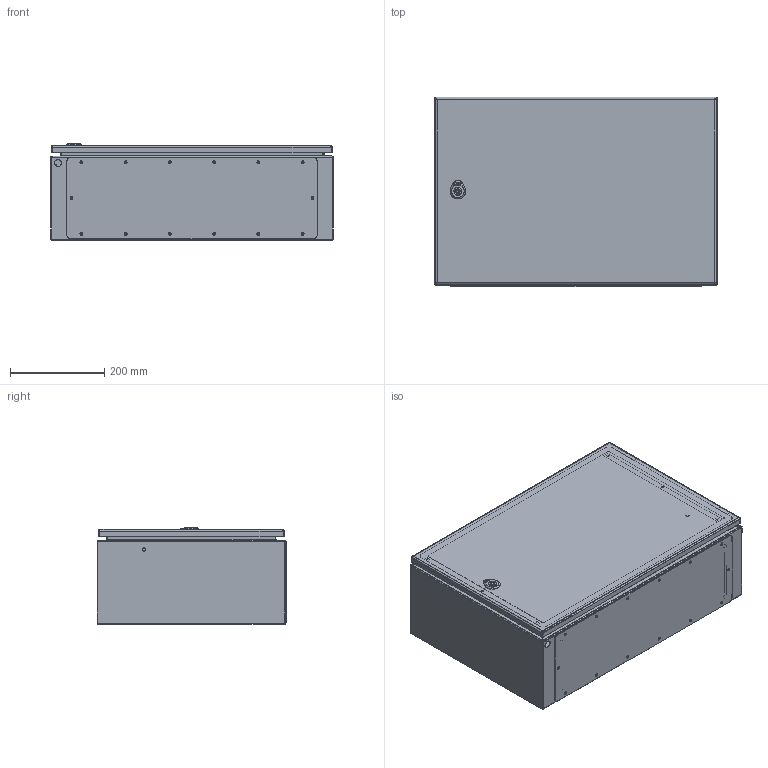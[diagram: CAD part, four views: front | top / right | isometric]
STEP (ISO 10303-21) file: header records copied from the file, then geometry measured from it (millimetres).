
FILE_DESCRIPTION(/* description */ (''),/* implementation_level */ '2;1');
FILE_NAME(/* name */ 'GN406020.stp',/* time_stamp */ '2020-04-22T11:02:56+02:00',/* author */ (''),/* organization */ (''),/* preprocessor_version */ 'ST-DEVELOPER v16.7',/* originating_system */ 'SIEMENS PLM Software NX 12.0',/* authorisation */ '');
FILE_SCHEMA (('AUTOMOTIVE_DESIGN { 1 0 10303 214 3 1 1 1 }'));
Products named in the file (8): CUERPO_406020; TAPA_532X172; 500.P001-02-BISAGRA CUERPO ARGENTA_stp; PUERTA_4060; CIE LI DB5 1P PA_PA 22X35133; ALZADOR PLACAS ARGENTA; PL4060; GN406020_stp
Assembly tree (11 placements, depth 2):
  GN406020_stp
    PL4060
    ALZADOR PLACAS ARGENTA  x4
    CIE LI DB5 1P PA_PA 22X35133
    PUERTA_4060
    500.P001-02-BISAGRA CUERPO ARGENTA_stp  x2
    TAPA_532X172
    CUERPO_406020
Bounding box: 600 x 403 x 205.65 mm (x, y, z)
Volume: 1967432.1 mm3; surface area: 2512306 mm2
Topology: 32 solids, 32 shells, 1058 faces, 2627 edges, 1641 vertices
Faces by surface type: plane 490, cylinder 396, bspline 89, cone 35, torus 29, sphere 19
Full cylindrical faces by diameter (mm): 3 x22, 3.5 x20, 5 x6, 5.2 x8, 6 x14, 7 x7, 9 x12, 10 x1, 12 x4, 14 x1, 15.1 x1, 16.25 x1, 17 x4, 19.3 x1
Entity records: 65536 total; most frequent: CARTESIAN_POINT 40626, ORIENTED_EDGE 4580, DIRECTION 4437, EDGE_CURVE 2290, AXIS2_PLACEMENT_3D 1612, VERTEX_POINT 1478, EDGE_LOOP 1282, LINE 1213
